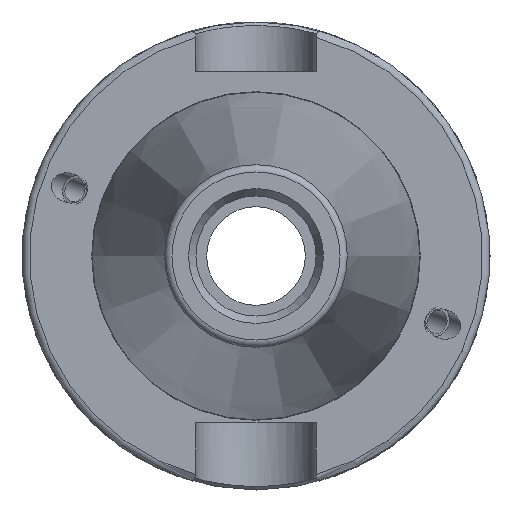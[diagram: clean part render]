
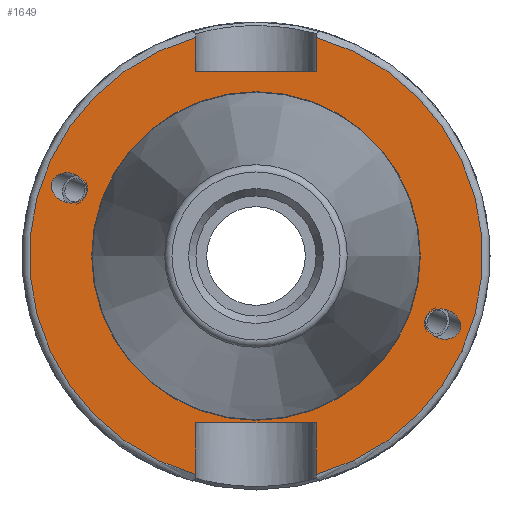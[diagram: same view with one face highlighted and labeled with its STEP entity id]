
A CAD part, left-side view. The second image highlights one B-rep face of the part: STEP entity #1649.
In plain terms, the highlighted planar face has unit normal (-1, 0, 0).
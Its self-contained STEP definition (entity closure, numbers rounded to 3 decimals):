
#58=FACE_BOUND('',#368,.T.);
#59=FACE_BOUND('',#369,.T.);
#60=FACE_BOUND('',#370,.T.);
#81=PLANE('',#1840);
#153=ELLIPSE('',#1781,2.442,2.);
#162=ELLIPSE('',#1824,2.442,2.);
#256=FACE_OUTER_BOUND('',#367,.T.);
#367=EDGE_LOOP('',(#1404,#1405,#1406,#1407,#1408,#1409,#1410,#1411));
#368=EDGE_LOOP('',(#1412));
#369=EDGE_LOOP('',(#1413));
#370=EDGE_LOOP('',(#1414));
#462=LINE('',#3132,#552);
#469=LINE('',#3176,#559);
#476=LINE('',#3211,#566);
#478=LINE('',#3224,#568);
#479=LINE('',#3226,#569);
#480=LINE('',#3228,#570);
#552=VECTOR('',#2202,10.);
#559=VECTOR('',#2215,10.);
#566=VECTOR('',#2224,10.);
#568=VECTOR('',#2238,10.);
#569=VECTOR('',#2241,10.);
#570=VECTOR('',#2244,10.);
#640=CIRCLE('',#1838,22.3);
#642=CIRCLE('',#1841,30.75);
#643=CIRCLE('',#1842,30.75);
#740=VERTEX_POINT('',#2915);
#780=VERTEX_POINT('',#3098);
#784=VERTEX_POINT('',#3129);
#785=VERTEX_POINT('',#3131);
#793=VERTEX_POINT('',#3173);
#794=VERTEX_POINT('',#3175);
#802=VERTEX_POINT('',#3203);
#803=VERTEX_POINT('',#3210);
#806=VERTEX_POINT('',#3217);
#807=VERTEX_POINT('',#3222);
#808=VERTEX_POINT('',#3223);
#931=EDGE_CURVE('',#740,#740,#153,.T.);
#987=EDGE_CURVE('',#780,#780,#162,.T.);
#996=EDGE_CURVE('',#785,#784,#462,.T.);
#1008=EDGE_CURVE('',#794,#793,#469,.T.);
#1019=EDGE_CURVE('',#803,#802,#476,.T.);
#1023=EDGE_CURVE('',#806,#806,#640,.T.);
#1025=EDGE_CURVE('',#807,#808,#478,.T.);
#1026=EDGE_CURVE('',#785,#808,#642,.T.);
#1027=EDGE_CURVE('',#784,#803,#479,.T.);
#1028=EDGE_CURVE('',#794,#802,#643,.T.);
#1029=EDGE_CURVE('',#793,#807,#480,.T.);
#1404=ORIENTED_EDGE('',*,*,#1025,.T.);
#1405=ORIENTED_EDGE('',*,*,#1026,.F.);
#1406=ORIENTED_EDGE('',*,*,#996,.T.);
#1407=ORIENTED_EDGE('',*,*,#1027,.T.);
#1408=ORIENTED_EDGE('',*,*,#1019,.T.);
#1409=ORIENTED_EDGE('',*,*,#1028,.F.);
#1410=ORIENTED_EDGE('',*,*,#1008,.T.);
#1411=ORIENTED_EDGE('',*,*,#1029,.T.);
#1412=ORIENTED_EDGE('',*,*,#931,.T.);
#1413=ORIENTED_EDGE('',*,*,#987,.T.);
#1414=ORIENTED_EDGE('',*,*,#1023,.F.);
#1649=ADVANCED_FACE('',(#256,#58,#59,#60),#81,.T.);
#1781=AXIS2_PLACEMENT_3D('',#2917,#2081,#2082);
#1824=AXIS2_PLACEMENT_3D('',#3100,#2184,#2185);
#1838=AXIS2_PLACEMENT_3D('',#3219,#2232,#2233);
#1840=AXIS2_PLACEMENT_3D('',#3221,#2236,#2237);
#1841=AXIS2_PLACEMENT_3D('',#3225,#2239,#2240);
#1842=AXIS2_PLACEMENT_3D('',#3227,#2242,#2243);
#2081=DIRECTION('center_axis',(1.,0.,0.));
#2082=DIRECTION('ref_axis',(0.,-0.94,-0.342));
#2184=DIRECTION('center_axis',(1.,0.,0.));
#2185=DIRECTION('ref_axis',(0.,0.94,0.342));
#2202=DIRECTION('',(0.,0.,-1.));
#2215=DIRECTION('',(0.,0.,1.));
#2224=DIRECTION('',(0.,0.,1.));
#2232=DIRECTION('center_axis',(-1.,0.,0.));
#2233=DIRECTION('ref_axis',(0.,-1.,0.));
#2236=DIRECTION('center_axis',(-1.,0.,0.));
#2237=DIRECTION('ref_axis',(0.,0.,1.));
#2238=DIRECTION('',(0.,0.,-1.));
#2239=DIRECTION('center_axis',(1.,0.,0.));
#2240=DIRECTION('ref_axis',(0.,-1.,0.));
#2241=DIRECTION('',(0.,1.,0.));
#2242=DIRECTION('center_axis',(1.,0.,0.));
#2243=DIRECTION('ref_axis',(0.,1.,0.));
#2244=DIRECTION('',(0.,-1.,0.));
#2915=CARTESIAN_POINT('',(3.175,-23.077,-8.399));
#2917=CARTESIAN_POINT('Origin',(3.175,-25.372,-9.235));
#3098=CARTESIAN_POINT('',(3.175,23.077,8.399));
#3100=CARTESIAN_POINT('Origin',(3.175,25.372,9.235));
#3129=CARTESIAN_POINT('',(3.175,-8.19,25.));
#3131=CARTESIAN_POINT('',(3.175,-8.19,29.639));
#3132=CARTESIAN_POINT('',(3.175,-8.19,12.5));
#3173=CARTESIAN_POINT('',(3.175,8.19,-22.6));
#3175=CARTESIAN_POINT('',(3.175,8.19,-29.639));
#3176=CARTESIAN_POINT('',(3.175,8.19,-11.3));
#3203=CARTESIAN_POINT('',(3.175,8.19,29.639));
#3210=CARTESIAN_POINT('',(3.175,8.19,25.));
#3211=CARTESIAN_POINT('',(3.175,8.19,12.5));
#3217=CARTESIAN_POINT('',(3.175,0.,22.3));
#3219=CARTESIAN_POINT('Origin',(3.175,0.,0.));
#3221=CARTESIAN_POINT('Origin',(3.175,31.75,0.));
#3222=CARTESIAN_POINT('',(3.175,-8.19,-22.6));
#3223=CARTESIAN_POINT('',(3.175,-8.19,-29.639));
#3224=CARTESIAN_POINT('',(3.175,-8.19,-11.3));
#3225=CARTESIAN_POINT('Origin',(3.175,0.,0.));
#3226=CARTESIAN_POINT('',(3.175,15.875,25.));
#3227=CARTESIAN_POINT('Origin',(3.175,0.,0.));
#3228=CARTESIAN_POINT('',(3.175,15.875,-22.6));
